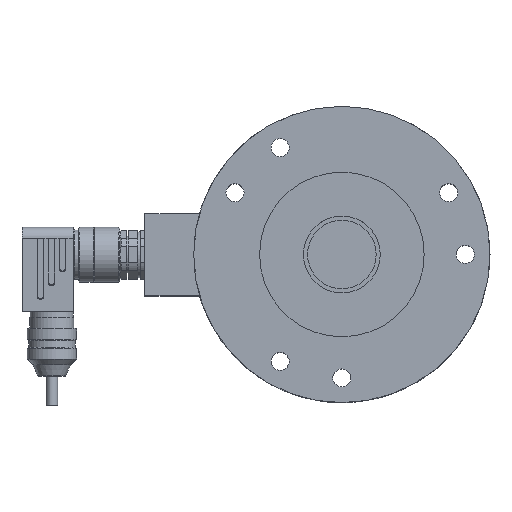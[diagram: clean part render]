
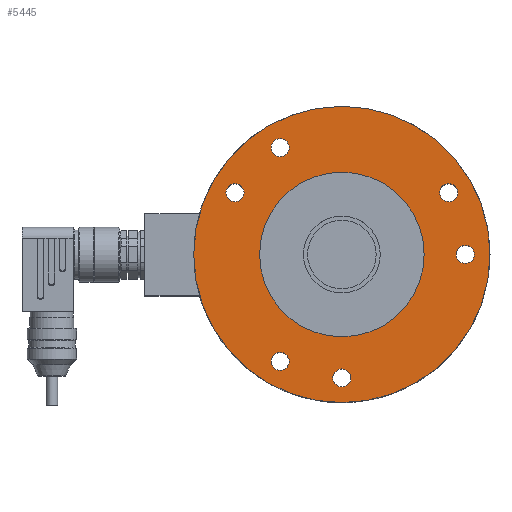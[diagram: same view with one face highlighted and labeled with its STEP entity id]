
A CAD part, top view. The second image highlights one B-rep face of the part: STEP entity #5445.
In plain terms, the highlighted planar face has unit normal (0, 0, 1).
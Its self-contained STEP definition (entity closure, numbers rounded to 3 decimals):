
#18 = FACE_BOUND ( 'NONE', #4304, .T. ) ;
#32 = ORIENTED_EDGE ( 'NONE', *, *, #5645, .T. ) ;
#55 = EDGE_CURVE ( 'NONE', #7980, #7980, #3297, .T. ) ;
#251 = EDGE_CURVE ( 'NONE', #1641, #1641, #6360, .T. ) ;
#504 = CIRCLE ( 'NONE', #5158, 3.3 ) ;
#525 = VERTEX_POINT ( 'NONE', #1090 ) ;
#577 = EDGE_LOOP ( 'NONE', ( #3761 ) ) ;
#587 = DIRECTION ( 'NONE',  ( 0., -1., 0. ) ) ;
#630 = CARTESIAN_POINT ( 'NONE',  ( -22.5, -38.971, 4.25 ) ) ;
#726 = CARTESIAN_POINT ( 'NONE',  ( 0., 0., 4.25 ) ) ;
#800 = FACE_BOUND ( 'NONE', #6420, .T. ) ;
#838 = CARTESIAN_POINT ( 'NONE',  ( 45., -3.3, 4.25 ) ) ;
#910 = DIRECTION ( 'NONE',  ( 0., 0., -1. ) ) ;
#925 = CARTESIAN_POINT ( 'NONE',  ( -38.971, 22.5, 4.25 ) ) ;
#956 = VERTEX_POINT ( 'NONE', #838 ) ;
#1045 = AXIS2_PLACEMENT_3D ( 'NONE', #3259, #4011, #2637 ) ;
#1090 = CARTESIAN_POINT ( 'NONE',  ( 0., -48.3, 4.25 ) ) ;
#1322 = CIRCLE ( 'NONE', #5578, 3.3 ) ;
#1352 = DIRECTION ( 'NONE',  ( 0., 1., 0. ) ) ;
#1432 = AXIS2_PLACEMENT_3D ( 'NONE', #630, #7555, #587 ) ;
#1630 = EDGE_CURVE ( 'NONE', #8061, #8061, #5148, .T. ) ;
#1641 = VERTEX_POINT ( 'NONE', #3518 ) ;
#1807 = CIRCLE ( 'NONE', #3800, 3.3 ) ;
#2019 = DIRECTION ( 'NONE',  ( 0., 0., -1. ) ) ;
#2143 = CARTESIAN_POINT ( 'NONE',  ( -22.5, 38.971, 4.25 ) ) ;
#2174 = DIRECTION ( 'NONE',  ( 0., 0., -1. ) ) ;
#2351 = EDGE_LOOP ( 'NONE', ( #32 ) ) ;
#2421 = CARTESIAN_POINT ( 'NONE',  ( 38.971, 22.5, 4.25 ) ) ;
#2458 = CIRCLE ( 'NONE', #7664, 30. ) ;
#2485 = EDGE_CURVE ( 'NONE', #525, #525, #504, .T. ) ;
#2555 = FACE_BOUND ( 'NONE', #3873, .T. ) ;
#2637 = DIRECTION ( 'NONE',  ( 0., -1., 0. ) ) ;
#2761 = VERTEX_POINT ( 'NONE', #6034 ) ;
#2764 = AXIS2_PLACEMENT_3D ( 'NONE', #2421, #910, #3460 ) ;
#2890 = DIRECTION ( 'NONE',  ( 0., -1., 0. ) ) ;
#2920 = ORIENTED_EDGE ( 'NONE', *, *, #1630, .T. ) ;
#2936 = ORIENTED_EDGE ( 'NONE', *, *, #4924, .F. ) ;
#3259 = CARTESIAN_POINT ( 'NONE',  ( -30., 0., 4.25 ) ) ;
#3297 = CIRCLE ( 'NONE', #1432, 3.3 ) ;
#3349 = VERTEX_POINT ( 'NONE', #6469 ) ;
#3460 = DIRECTION ( 'NONE',  ( 0., -1., 0. ) ) ;
#3518 = CARTESIAN_POINT ( 'NONE',  ( 38.971, 19.2, 4.25 ) ) ;
#3761 = ORIENTED_EDGE ( 'NONE', *, *, #251, .T. ) ;
#3779 = EDGE_LOOP ( 'NONE', ( #2920 ) ) ;
#3800 = AXIS2_PLACEMENT_3D ( 'NONE', #925, #2174, #4714 ) ;
#3866 = ORIENTED_EDGE ( 'NONE', *, *, #5046, .T. ) ;
#3873 = EDGE_LOOP ( 'NONE', ( #5472 ) ) ;
#3881 = EDGE_CURVE ( 'NONE', #3349, #3349, #7039, .T. ) ;
#4011 = DIRECTION ( 'NONE',  ( 0., 0., -1. ) ) ;
#4045 = PLANE ( 'NONE',  #1045 ) ;
#4304 = EDGE_LOOP ( 'NONE', ( #7014 ) ) ;
#4460 = DIRECTION ( 'NONE',  ( 0., 0., 1. ) ) ;
#4680 = EDGE_LOOP ( 'NONE', ( #3866 ) ) ;
#4714 = DIRECTION ( 'NONE',  ( 0., -1., 0. ) ) ;
#4924 = EDGE_CURVE ( 'NONE', #6714, #6714, #2458, .T. ) ;
#4993 = CARTESIAN_POINT ( 'NONE',  ( 0., 0., 4.25 ) ) ;
#5046 = EDGE_CURVE ( 'NONE', #2761, #2761, #1807, .T. ) ;
#5060 = FACE_BOUND ( 'NONE', #4680, .T. ) ;
#5064 = CARTESIAN_POINT ( 'NONE',  ( 0., 54., 4.25 ) ) ;
#5097 = FACE_BOUND ( 'NONE', #7683, .T. ) ;
#5148 = CIRCLE ( 'NONE', #6339, 54. ) ;
#5158 = AXIS2_PLACEMENT_3D ( 'NONE', #6096, #5385, #2890 ) ;
#5309 = CARTESIAN_POINT ( 'NONE',  ( -22.5, -42.271, 4.25 ) ) ;
#5385 = DIRECTION ( 'NONE',  ( 0., 0., -1. ) ) ;
#5445 = ADVANCED_FACE ( 'NONE', ( #5060, #18, #2555, #5097, #5909, #6515, #800, #7885 ), #4045, .F. ) ;
#5459 = ORIENTED_EDGE ( 'NONE', *, *, #55, .T. ) ;
#5472 = ORIENTED_EDGE ( 'NONE', *, *, #2485, .T. ) ;
#5578 = AXIS2_PLACEMENT_3D ( 'NONE', #6710, #6078, #6635 ) ;
#5645 = EDGE_CURVE ( 'NONE', #956, #956, #1322, .T. ) ;
#5687 = AXIS2_PLACEMENT_3D ( 'NONE', #2143, #2019, #7857 ) ;
#5909 = FACE_BOUND ( 'NONE', #2351, .T. ) ;
#6034 = CARTESIAN_POINT ( 'NONE',  ( -38.971, 19.2, 4.25 ) ) ;
#6078 = DIRECTION ( 'NONE',  ( 0., 0., -1. ) ) ;
#6096 = CARTESIAN_POINT ( 'NONE',  ( 0., -45., 4.25 ) ) ;
#6277 = DIRECTION ( 'NONE',  ( 0., 0., 1. ) ) ;
#6339 = AXIS2_PLACEMENT_3D ( 'NONE', #4993, #4460, #7626 ) ;
#6360 = CIRCLE ( 'NONE', #2764, 3.3 ) ;
#6420 = EDGE_LOOP ( 'NONE', ( #2936 ) ) ;
#6469 = CARTESIAN_POINT ( 'NONE',  ( -22.5, 35.671, 4.25 ) ) ;
#6515 = FACE_BOUND ( 'NONE', #577, .T. ) ;
#6557 = CARTESIAN_POINT ( 'NONE',  ( 0., 30., 4.25 ) ) ;
#6635 = DIRECTION ( 'NONE',  ( 0., -1., 0. ) ) ;
#6710 = CARTESIAN_POINT ( 'NONE',  ( 45., 0., 4.25 ) ) ;
#6714 = VERTEX_POINT ( 'NONE', #6557 ) ;
#7014 = ORIENTED_EDGE ( 'NONE', *, *, #3881, .T. ) ;
#7039 = CIRCLE ( 'NONE', #5687, 3.3 ) ;
#7555 = DIRECTION ( 'NONE',  ( 0., 0., -1. ) ) ;
#7626 = DIRECTION ( 'NONE',  ( 0., 1., 0. ) ) ;
#7664 = AXIS2_PLACEMENT_3D ( 'NONE', #726, #6277, #1352 ) ;
#7683 = EDGE_LOOP ( 'NONE', ( #5459 ) ) ;
#7857 = DIRECTION ( 'NONE',  ( 0., -1., 0. ) ) ;
#7885 = FACE_OUTER_BOUND ( 'NONE', #3779, .T. ) ;
#7980 = VERTEX_POINT ( 'NONE', #5309 ) ;
#8061 = VERTEX_POINT ( 'NONE', #5064 ) ;
